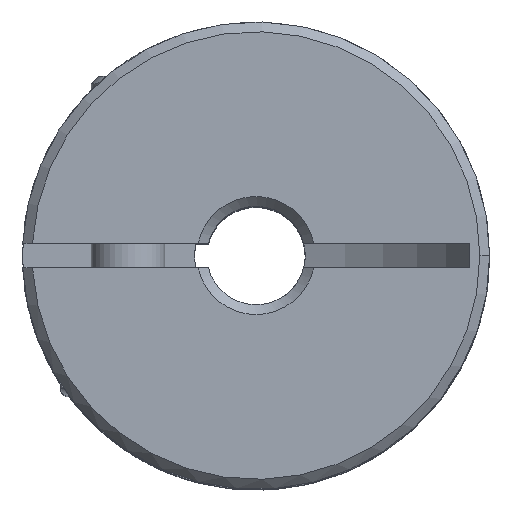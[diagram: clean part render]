
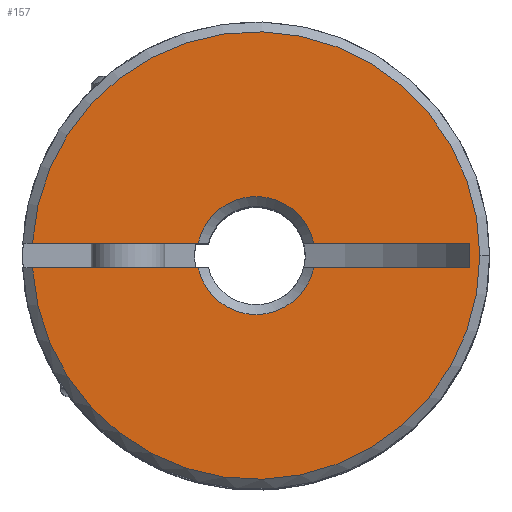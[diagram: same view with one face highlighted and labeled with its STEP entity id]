
A CAD part, top view. The second image highlights one B-rep face of the part: STEP entity #157.
In plain terms, the highlighted planar face has unit normal (0, 0, 1).
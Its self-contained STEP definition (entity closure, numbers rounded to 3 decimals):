
#157=ADVANCED_FACE('',(#400),#401,.F.);
#400=FACE_OUTER_BOUND('',#16154,.T.);
#401=PLANE('',#16155);
#16154=EDGE_LOOP('',(#17113,#17114,#17115,#17116,#17117,#17118,#17119,#17120,#17121));
#16155=AXIS2_PLACEMENT_3D('',#17122,#17123,#17124);
#17113=ORIENTED_EDGE('',*,*,#17520,.T.);
#17114=ORIENTED_EDGE('',*,*,#17522,.T.);
#17115=ORIENTED_EDGE('',*,*,#17517,.T.);
#17116=ORIENTED_EDGE('',*,*,#17526,.F.);
#17117=ORIENTED_EDGE('',*,*,#17506,.T.);
#17118=ORIENTED_EDGE('',*,*,#17419,.F.);
#17119=ORIENTED_EDGE('',*,*,#17397,.F.);
#17120=ORIENTED_EDGE('',*,*,#17527,.T.);
#17121=ORIENTED_EDGE('',*,*,#17528,.F.);
#17122=CARTESIAN_POINT('',(0.0,0.0,28.0));
#17123=DIRECTION('',(0.0,0.0,-1.0));
#17124=DIRECTION('',(-1.0,0.0,0.0));
#17397=EDGE_CURVE('',#17902,#17900,#17904,.T.);
#17419=EDGE_CURVE('',#17900,#17943,#17944,.T.);
#17506=EDGE_CURVE('',#18061,#17943,#18062,.T.);
#17517=EDGE_CURVE('',#18078,#18076,#18079,.T.);
#17520=EDGE_CURVE('',#18083,#18081,#18084,.T.);
#17522=EDGE_CURVE('',#18081,#18078,#18086,.T.);
#17526=EDGE_CURVE('',#18061,#18076,#18091,.T.);
#17527=EDGE_CURVE('',#17902,#18092,#18093,.T.);
#17528=EDGE_CURVE('',#18083,#18092,#18094,.T.);
#17900=VERTEX_POINT('',#33381);
#17902=VERTEX_POINT('',#33384);
#17904=CIRCLE('',#33387,9.1);
#17943=VERTEX_POINT('',#33441);
#17944=CIRCLE('',#33442,9.1);
#18061=VERTEX_POINT('',#34657);
#18062=LINE('',#34658,#34659);
#18076=VERTEX_POINT('',#34686);
#18078=VERTEX_POINT('',#34691);
#18079=LINE('',#34692,#34693);
#18081=VERTEX_POINT('',#34695);
#18083=VERTEX_POINT('',#34697);
#18084=LINE('',#34698,#34699);
#18086=LINE('',#34704,#34705);
#18091=CIRCLE('',#34714,2.4);
#18092=VERTEX_POINT('',#34715);
#18093=LINE('',#34716,#34717);
#18094=CIRCLE('',#34718,2.4);
#33381=CARTESIAN_POINT('',(9.1,0.,28.0));
#33384=CARTESIAN_POINT('',(-9.086,0.5,28.0));
#33387=AXIS2_PLACEMENT_3D('',#34982,#34983,#34984);
#33441=CARTESIAN_POINT('',(-9.086,-0.5,28.0));
#33442=AXIS2_PLACEMENT_3D('',#35024,#35025,#35026);
#34657=CARTESIAN_POINT('',(-2.347,-0.5,28.0));
#34658=CARTESIAN_POINT('',(-2.347,-0.5,28.0));
#34659=VECTOR('',#35156,6.739);
#34686=CARTESIAN_POINT('',(2.347,-0.5,28.0));
#34691=CARTESIAN_POINT('',(8.665,-0.5,28.0));
#34692=CARTESIAN_POINT('',(8.665,-0.5,28.0));
#34693=VECTOR('',#35167,6.318);
#34695=CARTESIAN_POINT('',(8.665,0.5,28.0));
#34697=CARTESIAN_POINT('',(2.347,0.5,28.0));
#34698=CARTESIAN_POINT('',(2.347,0.5,28.0));
#34699=VECTOR('',#35174,6.318);
#34704=CARTESIAN_POINT('',(8.665,0.5,28.0));
#34705=VECTOR('',#35175,1.0);
#34714=AXIS2_PLACEMENT_3D('',#35180,#35181,#35182);
#34715=CARTESIAN_POINT('',(-2.347,0.5,28.0));
#34716=CARTESIAN_POINT('',(-9.086,0.5,28.0));
#34717=VECTOR('',#35183,6.739);
#34718=AXIS2_PLACEMENT_3D('',#35184,#35185,#35186);
#34982=CARTESIAN_POINT('',(0.0,0.0,28.0));
#34983=DIRECTION('',(0.0,0.0,-1.0));
#34984=DIRECTION('',(-1.0,0.0,0.0));
#35024=CARTESIAN_POINT('',(0.0,0.0,28.0));
#35025=DIRECTION('',(0.0,0.0,-1.0));
#35026=DIRECTION('',(-1.0,0.0,0.0));
#35156=DIRECTION('',(-1.0,0.0,0.0));
#35167=DIRECTION('',(-1.0,0.0,0.0));
#35174=DIRECTION('',(1.0,0.0,0.0));
#35175=DIRECTION('',(0.0,-1.0,0.0));
#35180=CARTESIAN_POINT('',(0.0,0.0,28.0));
#35181=DIRECTION('',(0.0,0.0,1.0));
#35182=DIRECTION('',(-1.0,0.0,0.0));
#35183=DIRECTION('',(1.0,0.0,0.0));
#35184=CARTESIAN_POINT('',(0.0,0.0,28.0));
#35185=DIRECTION('',(0.0,0.0,1.0));
#35186=DIRECTION('',(-1.0,0.0,0.0));
